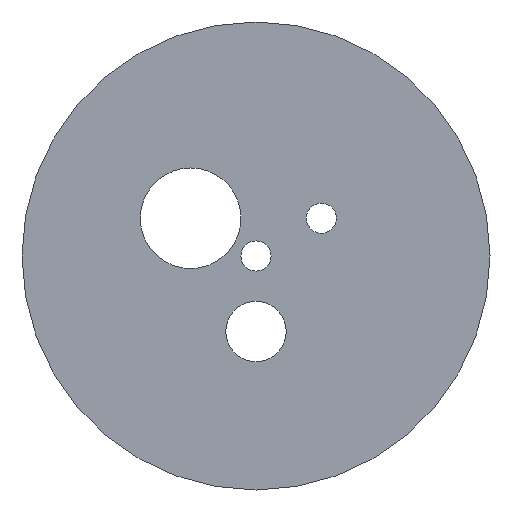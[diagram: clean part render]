
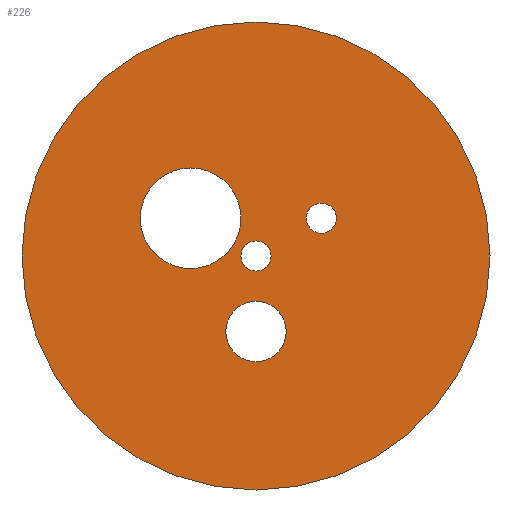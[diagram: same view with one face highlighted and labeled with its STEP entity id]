
A CAD part, front view. The second image highlights one B-rep face of the part: STEP entity #226.
In plain terms, the highlighted planar face has unit normal (0, -1, 0).
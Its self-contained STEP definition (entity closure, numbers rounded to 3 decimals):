
#4 = CARTESIAN_POINT ( 'NONE',  ( 0., 0., -21. ) ) ;
#9 = DIRECTION ( 'NONE',  ( 0., 1., 0. ) ) ;
#10 = EDGE_CURVE ( 'NONE', #82, #67, #119, .T. ) ;
#13 = DIRECTION ( 'NONE',  ( 0., 0., 1. ) ) ;
#14 = CARTESIAN_POINT ( 'NONE',  ( 0., 0., -9. ) ) ;
#16 = ORIENTED_EDGE ( 'NONE', *, *, #153, .T. ) ;
#29 = CARTESIAN_POINT ( 'NONE',  ( 0., 0., 0. ) ) ;
#36 = FACE_OUTER_BOUND ( 'NONE', #200, .T. ) ;
#39 = DIRECTION ( 'NONE',  ( 0., 1., 0. ) ) ;
#41 = FACE_BOUND ( 'NONE', #282, .T. ) ;
#52 = CARTESIAN_POINT ( 'NONE',  ( -12.99, 0., 17.5 ) ) ;
#56 = AXIS2_PLACEMENT_3D ( 'NONE', #172, #238, #174 ) ;
#62 = ORIENTED_EDGE ( 'NONE', *, *, #337, .T. ) ;
#63 = ORIENTED_EDGE ( 'NONE', *, *, #328, .T. ) ;
#64 = PLANE ( 'NONE',  #56 ) ;
#67 = VERTEX_POINT ( 'NONE', #230 ) ;
#68 = CARTESIAN_POINT ( 'NONE',  ( 0., 0., 3. ) ) ;
#69 = CARTESIAN_POINT ( 'NONE',  ( 0., 0., -15. ) ) ;
#71 = DIRECTION ( 'NONE',  ( 0., 0., 1. ) ) ;
#75 = EDGE_CURVE ( 'NONE', #67, #82, #419, .T. ) ;
#82 = VERTEX_POINT ( 'NONE', #194 ) ;
#87 = EDGE_CURVE ( 'NONE', #144, #299, #293, .T. ) ;
#107 = DIRECTION ( 'NONE',  ( 0., 1., 0. ) ) ;
#110 = VERTEX_POINT ( 'NONE', #52 ) ;
#111 = CARTESIAN_POINT ( 'NONE',  ( 0., 0., -15. ) ) ;
#116 = AXIS2_PLACEMENT_3D ( 'NONE', #285, #316, #146 ) ;
#119 = CIRCLE ( 'NONE', #341, 46.5 ) ;
#121 = CIRCLE ( 'NONE', #224, 3. ) ;
#133 = FACE_BOUND ( 'NONE', #356, .T. ) ;
#135 = CARTESIAN_POINT ( 'NONE',  ( -12.99, 0., -2.5 ) ) ;
#136 = CARTESIAN_POINT ( 'NONE',  ( 12.99, 0., 10.5 ) ) ;
#137 = AXIS2_PLACEMENT_3D ( 'NONE', #111, #39, #371 ) ;
#141 = CARTESIAN_POINT ( 'NONE',  ( 12.99, 0., 7.5 ) ) ;
#144 = VERTEX_POINT ( 'NONE', #136 ) ;
#146 = DIRECTION ( 'NONE',  ( 0., 0., 1. ) ) ;
#149 = AXIS2_PLACEMENT_3D ( 'NONE', #141, #283, #209 ) ;
#150 = ORIENTED_EDGE ( 'NONE', *, *, #87, .T. ) ;
#153 = EDGE_CURVE ( 'NONE', #220, #292, #192, .T. ) ;
#159 = EDGE_CURVE ( 'NONE', #110, #270, #240, .T. ) ;
#160 = DIRECTION ( 'NONE',  ( 0., 1., 0. ) ) ;
#165 = CARTESIAN_POINT ( 'NONE',  ( -12.99, 0., 7.5 ) ) ;
#171 = VERTEX_POINT ( 'NONE', #14 ) ;
#172 = CARTESIAN_POINT ( 'NONE',  ( 0., 0., 0. ) ) ;
#174 = DIRECTION ( 'NONE',  ( 0., 0., 1. ) ) ;
#188 = AXIS2_PLACEMENT_3D ( 'NONE', #333, #423, #335 ) ;
#192 = CIRCLE ( 'NONE', #254, 3. ) ;
#193 = CIRCLE ( 'NONE', #137, 6. ) ;
#194 = CARTESIAN_POINT ( 'NONE',  ( 0., 0., 46.5 ) ) ;
#196 = DIRECTION ( 'NONE',  ( 0., 0., 1. ) ) ;
#197 = ORIENTED_EDGE ( 'NONE', *, *, #284, .T. ) ;
#200 = EDGE_LOOP ( 'NONE', ( #324, #416 ) ) ;
#209 = DIRECTION ( 'NONE',  ( 0., 0., 1. ) ) ;
#220 = VERTEX_POINT ( 'NONE', #68 ) ;
#221 = ORIENTED_EDGE ( 'NONE', *, *, #280, .T. ) ;
#224 = AXIS2_PLACEMENT_3D ( 'NONE', #29, #273, #403 ) ;
#226 = ADVANCED_FACE ( 'NONE', ( #36, #346, #41, #318, #133 ), #64, .F. ) ;
#230 = CARTESIAN_POINT ( 'NONE',  ( 0., 0., -46.5 ) ) ;
#233 = EDGE_LOOP ( 'NONE', ( #63, #150 ) ) ;
#238 = DIRECTION ( 'NONE',  ( 0., 1., 0. ) ) ;
#240 = CIRCLE ( 'NONE', #116, 10. ) ;
#247 = CARTESIAN_POINT ( 'NONE',  ( 0., 0., -3. ) ) ;
#254 = AXIS2_PLACEMENT_3D ( 'NONE', #406, #9, #71 ) ;
#256 = CARTESIAN_POINT ( 'NONE',  ( 12.99, 0., 4.5 ) ) ;
#258 = AXIS2_PLACEMENT_3D ( 'NONE', #165, #107, #303 ) ;
#270 = VERTEX_POINT ( 'NONE', #135 ) ;
#273 = DIRECTION ( 'NONE',  ( 0., 1., 0. ) ) ;
#274 = CIRCLE ( 'NONE', #258, 10. ) ;
#280 = EDGE_CURVE ( 'NONE', #292, #220, #121, .T. ) ;
#282 = EDGE_LOOP ( 'NONE', ( #197, #414 ) ) ;
#283 = DIRECTION ( 'NONE',  ( 0., 1., 0. ) ) ;
#284 = EDGE_CURVE ( 'NONE', #270, #110, #274, .T. ) ;
#285 = CARTESIAN_POINT ( 'NONE',  ( -12.99, 0., 7.5 ) ) ;
#292 = VERTEX_POINT ( 'NONE', #247 ) ;
#293 = CIRCLE ( 'NONE', #188, 3. ) ;
#299 = VERTEX_POINT ( 'NONE', #256 ) ;
#302 = CIRCLE ( 'NONE', #149, 3. ) ;
#303 = DIRECTION ( 'NONE',  ( 0., 0., 1. ) ) ;
#315 = EDGE_CURVE ( 'NONE', #432, #171, #331, .T. ) ;
#316 = DIRECTION ( 'NONE',  ( 0., 1., 0. ) ) ;
#317 = DIRECTION ( 'NONE',  ( 0., 1., 0. ) ) ;
#318 = FACE_BOUND ( 'NONE', #233, .T. ) ;
#324 = ORIENTED_EDGE ( 'NONE', *, *, #75, .F. ) ;
#328 = EDGE_CURVE ( 'NONE', #299, #144, #302, .T. ) ;
#331 = CIRCLE ( 'NONE', #393, 6. ) ;
#333 = CARTESIAN_POINT ( 'NONE',  ( 12.99, 0., 7.5 ) ) ;
#334 = CARTESIAN_POINT ( 'NONE',  ( 0., 0., 0. ) ) ;
#335 = DIRECTION ( 'NONE',  ( 0., 0., 1. ) ) ;
#336 = DIRECTION ( 'NONE',  ( 0., 1., 0. ) ) ;
#337 = EDGE_CURVE ( 'NONE', #171, #432, #193, .T. ) ;
#341 = AXIS2_PLACEMENT_3D ( 'NONE', #334, #336, #392 ) ;
#346 = FACE_BOUND ( 'NONE', #355, .T. ) ;
#355 = EDGE_LOOP ( 'NONE', ( #430, #62 ) ) ;
#356 = EDGE_LOOP ( 'NONE', ( #221, #16 ) ) ;
#371 = DIRECTION ( 'NONE',  ( 0., 0., 1. ) ) ;
#389 = AXIS2_PLACEMENT_3D ( 'NONE', #390, #160, #196 ) ;
#390 = CARTESIAN_POINT ( 'NONE',  ( 0., 0., 0. ) ) ;
#392 = DIRECTION ( 'NONE',  ( 0., 0., 1. ) ) ;
#393 = AXIS2_PLACEMENT_3D ( 'NONE', #69, #317, #13 ) ;
#403 = DIRECTION ( 'NONE',  ( 0., 0., 1. ) ) ;
#406 = CARTESIAN_POINT ( 'NONE',  ( 0., 0., 0. ) ) ;
#414 = ORIENTED_EDGE ( 'NONE', *, *, #159, .T. ) ;
#416 = ORIENTED_EDGE ( 'NONE', *, *, #10, .F. ) ;
#419 = CIRCLE ( 'NONE', #389, 46.5 ) ;
#423 = DIRECTION ( 'NONE',  ( 0., 1., 0. ) ) ;
#430 = ORIENTED_EDGE ( 'NONE', *, *, #315, .T. ) ;
#432 = VERTEX_POINT ( 'NONE', #4 ) ;
